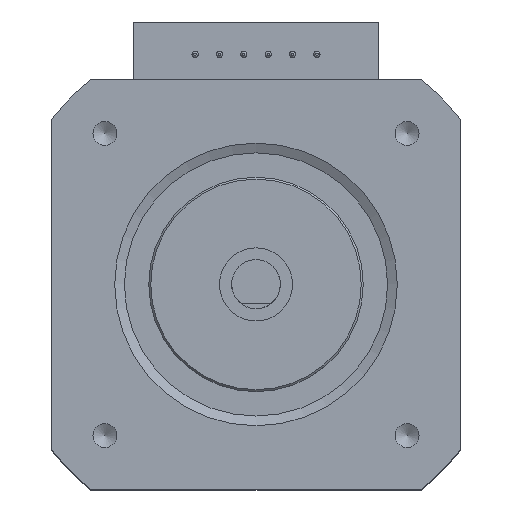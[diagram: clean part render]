
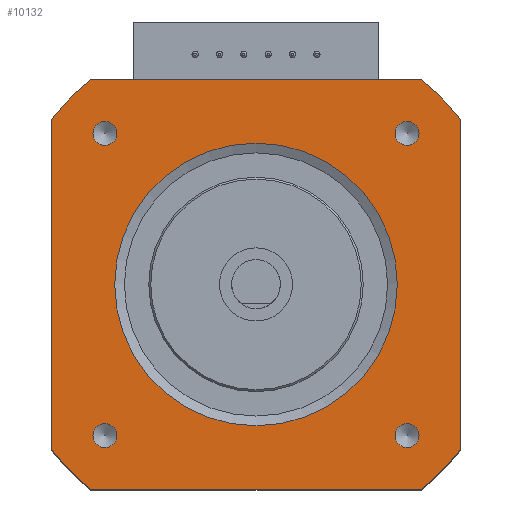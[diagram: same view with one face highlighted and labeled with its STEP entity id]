
A CAD part, top view. The second image highlights one B-rep face of the part: STEP entity #10132.
In plain terms, the highlighted planar face has unit normal (0, 0, 1).
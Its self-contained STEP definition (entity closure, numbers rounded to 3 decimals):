
#9793=CARTESIAN_POINT('',(21.,16.971,25.75));
#9794=VERTEX_POINT('',#9793);
#9801=CARTESIAN_POINT('',(21.,-16.971,25.75));
#9802=VERTEX_POINT('',#9801);
#9803=CARTESIAN_POINT('',(21.,16.971,25.75));
#9804=DIRECTION('',(0.0,-1.0,0.0));
#9805=VECTOR('',#9804,33.941);
#9806=LINE('',#9803,#9805);
#9807=EDGE_CURVE('',#9794,#9802,#9806,.T.);
#9974=CARTESIAN_POINT('',(-16.971,21.,25.75));
#9975=VERTEX_POINT('',#9974);
#9982=CARTESIAN_POINT('',(16.971,21.,25.75));
#9983=VERTEX_POINT('',#9982);
#9984=CARTESIAN_POINT('',(-16.971,21.,25.75));
#9985=DIRECTION('',(1.0,0.0,0.0));
#9986=VECTOR('',#9985,33.941);
#9987=LINE('',#9984,#9986);
#9988=EDGE_CURVE('',#9975,#9983,#9987,.T.);
#10016=CARTESIAN_POINT('',(14.5,0.,25.75));
#10017=VERTEX_POINT('',#10016);
#10018=CARTESIAN_POINT('',(0.,0.,25.75));
#10019=DIRECTION('',(0.0,0.0,1.0));
#10020=DIRECTION('',(-1.0,0.0,0.0));
#10021=AXIS2_PLACEMENT_3D('',#10018,#10019,#10020);
#10022=CIRCLE('',#10021,14.5);
#10023=EDGE_CURVE('',#10017,#10017,#10022,.T.);
#10028=CARTESIAN_POINT('',(0.,0.,25.75));
#10029=DIRECTION('',(0.0,0.0,1.0));
#10030=DIRECTION('',(1.0,0.0,0.0));
#10031=AXIS2_PLACEMENT_3D('',#10028,#10029,#10030);
#10032=PLANE('',#10031);
#10033=ORIENTED_EDGE('',*,*,#9988,.F.);
#10034=CARTESIAN_POINT('',(-21.,16.971,25.75));
#10035=VERTEX_POINT('',#10034);
#10036=CARTESIAN_POINT('',(0.,0.,25.75));
#10037=DIRECTION('',(0.,0.,-1.0));
#10038=DIRECTION('',(-0.629,0.778,0.));
#10039=AXIS2_PLACEMENT_3D('',#10036,#10037,#10038);
#10040=CIRCLE('',#10039,27.0);
#10041=EDGE_CURVE('',#10035,#9975,#10040,.T.);
#10042=ORIENTED_EDGE('',*,*,#10041,.F.);
#10043=CARTESIAN_POINT('',(-21.,-16.971,25.75));
#10044=VERTEX_POINT('',#10043);
#10045=CARTESIAN_POINT('',(-21.,-16.971,25.75));
#10046=DIRECTION('',(0.0,1.0,0.0));
#10047=VECTOR('',#10046,33.941);
#10048=LINE('',#10045,#10047);
#10049=EDGE_CURVE('',#10044,#10035,#10048,.T.);
#10050=ORIENTED_EDGE('',*,*,#10049,.F.);
#10051=CARTESIAN_POINT('',(-16.971,-21.,25.75));
#10052=VERTEX_POINT('',#10051);
#10053=CARTESIAN_POINT('',(0.,0.,25.75));
#10054=DIRECTION('',(0.,0.,-1.0));
#10055=DIRECTION('',(-0.778,-0.629,0.));
#10056=AXIS2_PLACEMENT_3D('',#10053,#10054,#10055);
#10057=CIRCLE('',#10056,27.);
#10058=EDGE_CURVE('',#10052,#10044,#10057,.T.);
#10059=ORIENTED_EDGE('',*,*,#10058,.F.);
#10060=CARTESIAN_POINT('',(16.971,-21.,25.75));
#10061=VERTEX_POINT('',#10060);
#10062=CARTESIAN_POINT('',(16.971,-21.,25.75));
#10063=DIRECTION('',(-1.0,0.0,0.0));
#10064=VECTOR('',#10063,33.941);
#10065=LINE('',#10062,#10064);
#10066=EDGE_CURVE('',#10061,#10052,#10065,.T.);
#10067=ORIENTED_EDGE('',*,*,#10066,.F.);
#10068=CARTESIAN_POINT('',(0.,0.,25.75));
#10069=DIRECTION('',(0.,0.,-1.0));
#10070=DIRECTION('',(0.629,-0.778,0.));
#10071=AXIS2_PLACEMENT_3D('',#10068,#10069,#10070);
#10072=CIRCLE('',#10071,27.0);
#10073=EDGE_CURVE('',#9802,#10061,#10072,.T.);
#10074=ORIENTED_EDGE('',*,*,#10073,.F.);
#10075=ORIENTED_EDGE('',*,*,#9807,.F.);
#10076=CARTESIAN_POINT('',(0.,0.,25.75));
#10077=DIRECTION('',(0.,0.,-1.0));
#10078=DIRECTION('',(0.778,0.629,0.));
#10079=AXIS2_PLACEMENT_3D('',#10076,#10077,#10078);
#10080=CIRCLE('',#10079,27.);
#10081=EDGE_CURVE('',#9983,#9794,#10080,.T.);
#10082=ORIENTED_EDGE('',*,*,#10081,.F.);
#10083=EDGE_LOOP('',(#10033,#10042,#10050,#10059,#10067,#10074,#10075,#10082));
#10084=FACE_OUTER_BOUND('',#10083,.T.);
#10085=CARTESIAN_POINT('',(14.271,15.5,25.75));
#10086=VERTEX_POINT('',#10085);
#10087=CARTESIAN_POINT('',(15.5,15.5,25.75));
#10088=DIRECTION('',(0.0,0.0,-1.0));
#10089=DIRECTION('',(1.0,0.0,0.0));
#10090=AXIS2_PLACEMENT_3D('',#10087,#10088,#10089);
#10091=CIRCLE('',#10090,1.23);
#10092=EDGE_CURVE('',#10086,#10086,#10091,.T.);
#10093=ORIENTED_EDGE('',*,*,#10092,.T.);
#10094=EDGE_LOOP('',(#10093));
#10095=FACE_BOUND('',#10094,.T.);
#10096=CARTESIAN_POINT('',(-16.729,15.5,25.75));
#10097=VERTEX_POINT('',#10096);
#10098=CARTESIAN_POINT('',(-15.5,15.5,25.75));
#10099=DIRECTION('',(0.0,0.0,-1.0));
#10100=DIRECTION('',(1.0,0.0,0.0));
#10101=AXIS2_PLACEMENT_3D('',#10098,#10099,#10100);
#10102=CIRCLE('',#10101,1.23);
#10103=EDGE_CURVE('',#10097,#10097,#10102,.T.);
#10104=ORIENTED_EDGE('',*,*,#10103,.T.);
#10105=EDGE_LOOP('',(#10104));
#10106=FACE_BOUND('',#10105,.T.);
#10107=CARTESIAN_POINT('',(14.271,-15.5,25.75));
#10108=VERTEX_POINT('',#10107);
#10109=CARTESIAN_POINT('',(15.5,-15.5,25.75));
#10110=DIRECTION('',(0.0,0.0,-1.0));
#10111=DIRECTION('',(1.0,0.0,0.0));
#10112=AXIS2_PLACEMENT_3D('',#10109,#10110,#10111);
#10113=CIRCLE('',#10112,1.23);
#10114=EDGE_CURVE('',#10108,#10108,#10113,.T.);
#10115=ORIENTED_EDGE('',*,*,#10114,.T.);
#10116=EDGE_LOOP('',(#10115));
#10117=FACE_BOUND('',#10116,.T.);
#10118=CARTESIAN_POINT('',(-16.729,-15.5,25.75));
#10119=VERTEX_POINT('',#10118);
#10120=CARTESIAN_POINT('',(-15.5,-15.5,25.75));
#10121=DIRECTION('',(0.0,0.0,-1.0));
#10122=DIRECTION('',(1.0,0.0,0.0));
#10123=AXIS2_PLACEMENT_3D('',#10120,#10121,#10122);
#10124=CIRCLE('',#10123,1.23);
#10125=EDGE_CURVE('',#10119,#10119,#10124,.T.);
#10126=ORIENTED_EDGE('',*,*,#10125,.T.);
#10127=EDGE_LOOP('',(#10126));
#10128=FACE_BOUND('',#10127,.T.);
#10129=ORIENTED_EDGE('',*,*,#10023,.F.);
#10130=EDGE_LOOP('',(#10129));
#10131=FACE_BOUND('',#10130,.T.);
#10132=ADVANCED_FACE('',(#10084,#10095,#10106,#10117,#10128,#10131),#10032,.T.);
